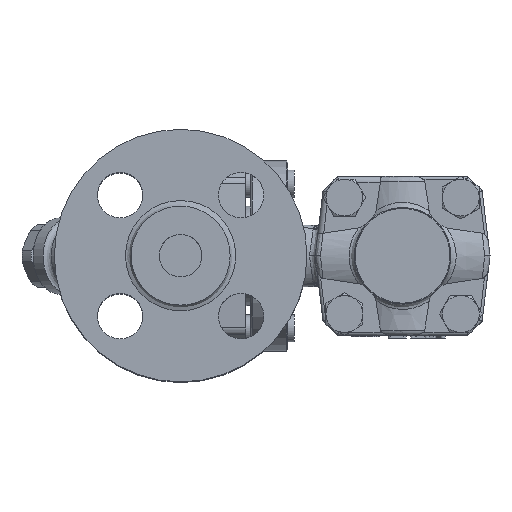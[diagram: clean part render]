
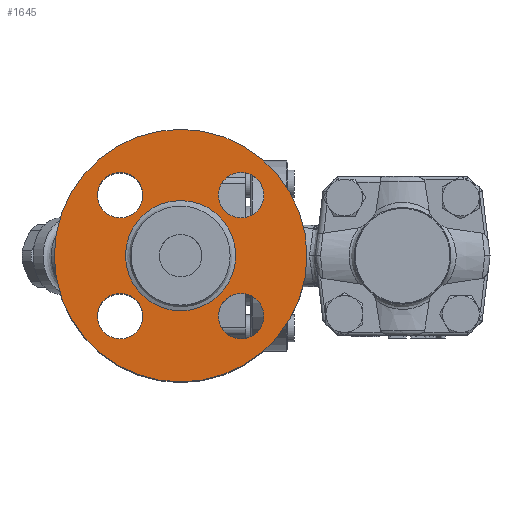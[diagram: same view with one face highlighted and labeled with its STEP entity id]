
A CAD part, top view. The second image highlights one B-rep face of the part: STEP entity #1645.
In plain terms, the highlighted planar face has unit normal (0, 0, 1).
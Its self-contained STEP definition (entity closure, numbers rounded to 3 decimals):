
#1517=CARTESIAN_POINT('',(-33.7,0.0,54.9));
#1518=VERTEX_POINT('',#1517);
#1519=CARTESIAN_POINT('',(-78.2,0.0,54.9));
#1520=DIRECTION('',(0.0,0.0,1.0));
#1521=DIRECTION('',(1.0,0.0,0.0));
#1522=AXIS2_PLACEMENT_3D('',#1519,#1520,#1521);
#1523=CIRCLE('',#1522,44.5);
#1524=EDGE_CURVE('',#1518,#1518,#1523,.T.);
#1567=CARTESIAN_POINT('',(-97.61,0.,54.9));
#1568=VERTEX_POINT('',#1567);
#1569=CARTESIAN_POINT('',(-78.2,0.0,54.9));
#1570=DIRECTION('',(0.,0.,1.0));
#1571=DIRECTION('',(1.0,0.,0.));
#1572=AXIS2_PLACEMENT_3D('',#1569,#1570,#1571);
#1573=CIRCLE('',#1572,19.41);
#1574=EDGE_CURVE('',#1568,#1568,#1573,.T.);
#1590=CARTESIAN_POINT('',(-47.225,0.0,54.9));
#1591=DIRECTION('',(0.,0.0,1.0));
#1592=DIRECTION('',(1.0,0.0,0.));
#1593=AXIS2_PLACEMENT_3D('',#1590,#1591,#1592);
#1594=PLANE('',#1593);
#1595=ORIENTED_EDGE('',*,*,#1524,.T.);
#1596=EDGE_LOOP('',(#1595));
#1597=FACE_OUTER_BOUND('',#1596,.T.);
#1598=CARTESIAN_POINT('',(-48.881,21.319,54.9));
#1599=VERTEX_POINT('',#1598);
#1600=CARTESIAN_POINT('',(-56.881,21.319,54.9));
#1601=DIRECTION('',(0.,0.0,-1.0));
#1602=DIRECTION('',(1.0,0.0,0.));
#1603=AXIS2_PLACEMENT_3D('',#1600,#1601,#1602);
#1604=CIRCLE('',#1603,8.0);
#1605=EDGE_CURVE('',#1599,#1599,#1604,.T.);
#1606=ORIENTED_EDGE('',*,*,#1605,.T.);
#1607=EDGE_LOOP('',(#1606));
#1608=FACE_BOUND('',#1607,.T.);
#1609=CARTESIAN_POINT('',(-99.519,29.319,54.9));
#1610=VERTEX_POINT('',#1609);
#1611=CARTESIAN_POINT('',(-99.519,21.319,54.9));
#1612=DIRECTION('',(0.,0.,-1.0));
#1613=DIRECTION('',(0.,1.0,0.));
#1614=AXIS2_PLACEMENT_3D('',#1611,#1612,#1613);
#1615=CIRCLE('',#1614,8.0);
#1616=EDGE_CURVE('',#1610,#1610,#1615,.T.);
#1617=ORIENTED_EDGE('',*,*,#1616,.T.);
#1618=EDGE_LOOP('',(#1617));
#1619=FACE_BOUND('',#1618,.T.);
#1620=CARTESIAN_POINT('',(-107.519,-21.319,54.9));
#1621=VERTEX_POINT('',#1620);
#1622=CARTESIAN_POINT('',(-99.519,-21.319,54.9));
#1623=DIRECTION('',(0.,0.,-1.0));
#1624=DIRECTION('',(-1.0,0.,0.));
#1625=AXIS2_PLACEMENT_3D('',#1622,#1623,#1624);
#1626=CIRCLE('',#1625,8.0);
#1627=EDGE_CURVE('',#1621,#1621,#1626,.T.);
#1628=ORIENTED_EDGE('',*,*,#1627,.T.);
#1629=EDGE_LOOP('',(#1628));
#1630=FACE_BOUND('',#1629,.T.);
#1631=CARTESIAN_POINT('',(-56.881,-29.319,54.9));
#1632=VERTEX_POINT('',#1631);
#1633=CARTESIAN_POINT('',(-56.881,-21.319,54.9));
#1634=DIRECTION('',(0.,0.,-1.0));
#1635=DIRECTION('',(0.,-1.0,0.));
#1636=AXIS2_PLACEMENT_3D('',#1633,#1634,#1635);
#1637=CIRCLE('',#1636,8.0);
#1638=EDGE_CURVE('',#1632,#1632,#1637,.T.);
#1639=ORIENTED_EDGE('',*,*,#1638,.T.);
#1640=EDGE_LOOP('',(#1639));
#1641=FACE_BOUND('',#1640,.T.);
#1642=ORIENTED_EDGE('',*,*,#1574,.F.);
#1643=EDGE_LOOP('',(#1642));
#1644=FACE_BOUND('',#1643,.T.);
#1645=ADVANCED_FACE('',(#1597,#1608,#1619,#1630,#1641,#1644),#1594,.T.);
